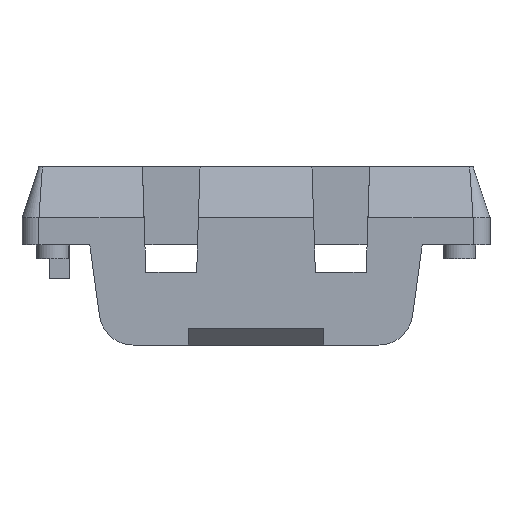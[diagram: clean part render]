
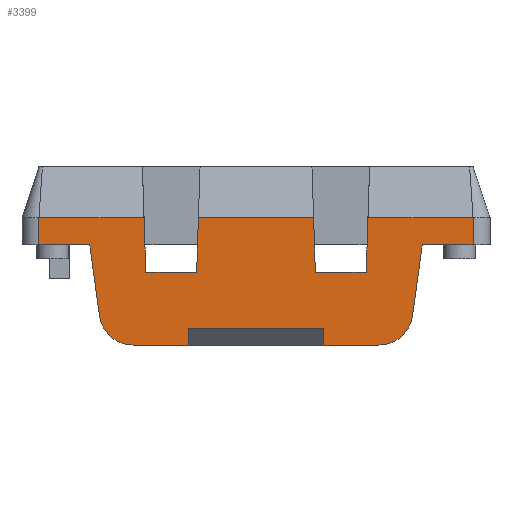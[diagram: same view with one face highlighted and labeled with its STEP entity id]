
A CAD part, left-side view. The second image highlights one B-rep face of the part: STEP entity #3399.
In plain terms, the highlighted planar face has unit normal (-1, 0, 0).
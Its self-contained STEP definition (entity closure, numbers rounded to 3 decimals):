
#709 = VERTEX_POINT('',#710);
#710 = CARTESIAN_POINT('',(-6.9,6.4,0.));
#717 = EDGE_CURVE('',#709,#718,#720,.T.);
#718 = VERTEX_POINT('',#719);
#719 = CARTESIAN_POINT('',(-6.9,4.9,0.));
#720 = LINE('',#721,#722);
#721 = CARTESIAN_POINT('',(-6.9,3.217,0.));
#722 = VECTOR('',#723,1.);
#723 = DIRECTION('',(0.,-1.,0.));
#774 = VERTEX_POINT('',#775);
#775 = CARTESIAN_POINT('',(-6.9,-4.9,0.));
#781 = EDGE_CURVE('',#774,#782,#784,.T.);
#782 = VERTEX_POINT('',#783);
#783 = CARTESIAN_POINT('',(-6.9,-6.4,0.));
#784 = LINE('',#785,#786);
#785 = CARTESIAN_POINT('',(-6.9,3.217,0.));
#786 = VECTOR('',#787,1.);
#787 = DIRECTION('',(0.,-1.,0.));
#3381 = VERTEX_POINT('',#3382);
#3382 = CARTESIAN_POINT('',(-6.9,6.4,0.8));
#3389 = EDGE_CURVE('',#709,#3381,#3390,.T.);
#3390 = LINE('',#3391,#3392);
#3391 = CARTESIAN_POINT('',(-6.9,6.4,-2.95));
#3392 = VECTOR('',#3393,1.);
#3393 = DIRECTION('',(0.,0.,1.));
#3399 = ADVANCED_FACE('',(#3400),#3555,.F.);
#3400 = FACE_BOUND('',#3401,.F.);
#3401 = EDGE_LOOP('',(#3402,#3403,#3404,#3412,#3420,#3428,#3436,#3444,
    #3452,#3460,#3468,#3476,#3482,#3483,#3491,#3500,#3508,#3516,#3524,
    #3532,#3540,#3549));
#3402 = ORIENTED_EDGE('',*,*,#717,.F.);
#3403 = ORIENTED_EDGE('',*,*,#3389,.T.);
#3404 = ORIENTED_EDGE('',*,*,#3405,.T.);
#3405 = EDGE_CURVE('',#3381,#3406,#3408,.T.);
#3406 = VERTEX_POINT('',#3407);
#3407 = CARTESIAN_POINT('',(-6.9,3.302,0.8));
#3408 = LINE('',#3409,#3410);
#3409 = CARTESIAN_POINT('',(-6.9,6.4,0.8));
#3410 = VECTOR('',#3411,1.);
#3411 = DIRECTION('',(0.,-1.,0.));
#3412 = ORIENTED_EDGE('',*,*,#3413,.F.);
#3413 = EDGE_CURVE('',#3414,#3406,#3416,.T.);
#3414 = VERTEX_POINT('',#3415);
#3415 = CARTESIAN_POINT('',(-6.9,3.25,-0.8));
#3416 = LINE('',#3417,#3418);
#3417 = CARTESIAN_POINT('',(-6.9,3.217,-1.823));
#3418 = VECTOR('',#3419,1.);
#3419 = DIRECTION('',(0.,0.032,0.999));
#3420 = ORIENTED_EDGE('',*,*,#3421,.F.);
#3421 = EDGE_CURVE('',#3422,#3414,#3424,.T.);
#3422 = VERTEX_POINT('',#3423);
#3423 = CARTESIAN_POINT('',(-6.9,1.75,-0.8));
#3424 = LINE('',#3425,#3426);
#3425 = CARTESIAN_POINT('',(-6.9,4.075,-0.8));
#3426 = VECTOR('',#3427,1.);
#3427 = DIRECTION('',(0.,1.,0.));
#3428 = ORIENTED_EDGE('',*,*,#3429,.F.);
#3429 = EDGE_CURVE('',#3430,#3422,#3432,.T.);
#3430 = VERTEX_POINT('',#3431);
#3431 = CARTESIAN_POINT('',(-6.9,1.698,0.8));
#3432 = LINE('',#3433,#3434);
#3433 = CARTESIAN_POINT('',(-6.9,1.737,-0.399));
#3434 = VECTOR('',#3435,1.);
#3435 = DIRECTION('',(0.,0.032,-0.999));
#3436 = ORIENTED_EDGE('',*,*,#3437,.T.);
#3437 = EDGE_CURVE('',#3430,#3438,#3440,.T.);
#3438 = VERTEX_POINT('',#3439);
#3439 = CARTESIAN_POINT('',(-6.9,-1.698,0.8));
#3440 = LINE('',#3441,#3442);
#3441 = CARTESIAN_POINT('',(-6.9,6.4,0.8));
#3442 = VECTOR('',#3443,1.);
#3443 = DIRECTION('',(0.,-1.,0.));
#3444 = ORIENTED_EDGE('',*,*,#3445,.T.);
#3445 = EDGE_CURVE('',#3438,#3446,#3448,.T.);
#3446 = VERTEX_POINT('',#3447);
#3447 = CARTESIAN_POINT('',(-6.9,-1.75,-0.8));
#3448 = LINE('',#3449,#3450);
#3449 = CARTESIAN_POINT('',(-6.9,-1.73,-0.193));
#3450 = VECTOR('',#3451,1.);
#3451 = DIRECTION('',(0.,-0.032,-0.999));
#3452 = ORIENTED_EDGE('',*,*,#3453,.T.);
#3453 = EDGE_CURVE('',#3446,#3454,#3456,.T.);
#3454 = VERTEX_POINT('',#3455);
#3455 = CARTESIAN_POINT('',(-6.9,-3.25,-0.8));
#3456 = LINE('',#3457,#3458);
#3457 = CARTESIAN_POINT('',(-6.9,2.325,-0.8));
#3458 = VECTOR('',#3459,1.);
#3459 = DIRECTION('',(0.,-1.,0.));
#3460 = ORIENTED_EDGE('',*,*,#3461,.T.);
#3461 = EDGE_CURVE('',#3454,#3462,#3464,.T.);
#3462 = VERTEX_POINT('',#3463);
#3463 = CARTESIAN_POINT('',(-6.9,-3.302,0.8));
#3464 = LINE('',#3465,#3466);
#3465 = CARTESIAN_POINT('',(-6.9,-3.21,-2.029));
#3466 = VECTOR('',#3467,1.);
#3467 = DIRECTION('',(0.,-0.032,0.999));
#3468 = ORIENTED_EDGE('',*,*,#3469,.T.);
#3469 = EDGE_CURVE('',#3462,#3470,#3472,.T.);
#3470 = VERTEX_POINT('',#3471);
#3471 = CARTESIAN_POINT('',(-6.9,-6.4,0.8));
#3472 = LINE('',#3473,#3474);
#3473 = CARTESIAN_POINT('',(-6.9,6.4,0.8));
#3474 = VECTOR('',#3475,1.);
#3475 = DIRECTION('',(0.,-1.,0.));
#3476 = ORIENTED_EDGE('',*,*,#3477,.F.);
#3477 = EDGE_CURVE('',#782,#3470,#3478,.T.);
#3478 = LINE('',#3479,#3480);
#3479 = CARTESIAN_POINT('',(-6.9,-6.4,-2.95));
#3480 = VECTOR('',#3481,1.);
#3481 = DIRECTION('',(0.,0.,1.));
#3482 = ORIENTED_EDGE('',*,*,#781,.F.);
#3483 = ORIENTED_EDGE('',*,*,#3484,.F.);
#3484 = EDGE_CURVE('',#3485,#774,#3487,.T.);
#3485 = VERTEX_POINT('',#3486);
#3486 = CARTESIAN_POINT('',(-6.9,-4.617,-2.084));
#3487 = LINE('',#3488,#3489);
#3488 = CARTESIAN_POINT('',(-6.9,-4.46,-3.243));
#3489 = VECTOR('',#3490,1.);
#3490 = DIRECTION('',(0.,-0.134,0.991));
#3491 = ORIENTED_EDGE('',*,*,#3492,.T.);
#3492 = EDGE_CURVE('',#3485,#3493,#3495,.T.);
#3493 = VERTEX_POINT('',#3494);
#3494 = CARTESIAN_POINT('',(-6.9,-3.626,-2.95));
#3495 = CIRCLE('',#3496,1.);
#3496 = AXIS2_PLACEMENT_3D('',#3497,#3498,#3499);
#3497 = CARTESIAN_POINT('',(-6.9,-3.626,-1.95));
#3498 = DIRECTION('',(1.,0.,0.));
#3499 = DIRECTION('',(0.,1.,0.));
#3500 = ORIENTED_EDGE('',*,*,#3501,.F.);
#3501 = EDGE_CURVE('',#3502,#3493,#3504,.T.);
#3502 = VERTEX_POINT('',#3503);
#3503 = CARTESIAN_POINT('',(-6.9,-2.,-2.95));
#3504 = LINE('',#3505,#3506);
#3505 = CARTESIAN_POINT('',(-6.9,6.4,-2.95));
#3506 = VECTOR('',#3507,1.);
#3507 = DIRECTION('',(0.,-1.,0.));
#3508 = ORIENTED_EDGE('',*,*,#3509,.F.);
#3509 = EDGE_CURVE('',#3510,#3502,#3512,.T.);
#3510 = VERTEX_POINT('',#3511);
#3511 = CARTESIAN_POINT('',(-6.9,-2.,-2.45));
#3512 = LINE('',#3513,#3514);
#3513 = CARTESIAN_POINT('',(-6.9,-2.,-2.45));
#3514 = VECTOR('',#3515,1.);
#3515 = DIRECTION('',(0.,0.,-1.));
#3516 = ORIENTED_EDGE('',*,*,#3517,.F.);
#3517 = EDGE_CURVE('',#3518,#3510,#3520,.T.);
#3518 = VERTEX_POINT('',#3519);
#3519 = CARTESIAN_POINT('',(-6.9,2.,-2.45));
#3520 = LINE('',#3521,#3522);
#3521 = CARTESIAN_POINT('',(-6.9,2.,-2.45));
#3522 = VECTOR('',#3523,1.);
#3523 = DIRECTION('',(0.,-1.,0.));
#3524 = ORIENTED_EDGE('',*,*,#3525,.T.);
#3525 = EDGE_CURVE('',#3518,#3526,#3528,.T.);
#3526 = VERTEX_POINT('',#3527);
#3527 = CARTESIAN_POINT('',(-6.9,2.,-2.95));
#3528 = LINE('',#3529,#3530);
#3529 = CARTESIAN_POINT('',(-6.9,2.,-2.45));
#3530 = VECTOR('',#3531,1.);
#3531 = DIRECTION('',(0.,0.,-1.));
#3532 = ORIENTED_EDGE('',*,*,#3533,.F.);
#3533 = EDGE_CURVE('',#3534,#3526,#3536,.T.);
#3534 = VERTEX_POINT('',#3535);
#3535 = CARTESIAN_POINT('',(-6.9,3.626,-2.95));
#3536 = LINE('',#3537,#3538);
#3537 = CARTESIAN_POINT('',(-6.9,6.4,-2.95));
#3538 = VECTOR('',#3539,1.);
#3539 = DIRECTION('',(0.,-1.,0.));
#3540 = ORIENTED_EDGE('',*,*,#3541,.T.);
#3541 = EDGE_CURVE('',#3534,#3542,#3544,.T.);
#3542 = VERTEX_POINT('',#3543);
#3543 = CARTESIAN_POINT('',(-6.9,4.617,-2.084));
#3544 = CIRCLE('',#3545,1.);
#3545 = AXIS2_PLACEMENT_3D('',#3546,#3547,#3548);
#3546 = CARTESIAN_POINT('',(-6.9,3.626,-1.95));
#3547 = DIRECTION('',(1.,0.,0.));
#3548 = DIRECTION('',(0.,1.,0.));
#3549 = ORIENTED_EDGE('',*,*,#3550,.F.);
#3550 = EDGE_CURVE('',#718,#3542,#3551,.T.);
#3551 = LINE('',#3552,#3553);
#3552 = CARTESIAN_POINT('',(-6.9,4.717,-1.349));
#3553 = VECTOR('',#3554,1.);
#3554 = DIRECTION('',(0.,-0.134,-0.991));
#3555 = PLANE('',#3556);
#3556 = AXIS2_PLACEMENT_3D('',#3557,#3558,#3559);
#3557 = CARTESIAN_POINT('',(-6.9,6.4,-2.95));
#3558 = DIRECTION('',(1.,0.,0.));
#3559 = DIRECTION('',(0.,-1.,0.));
